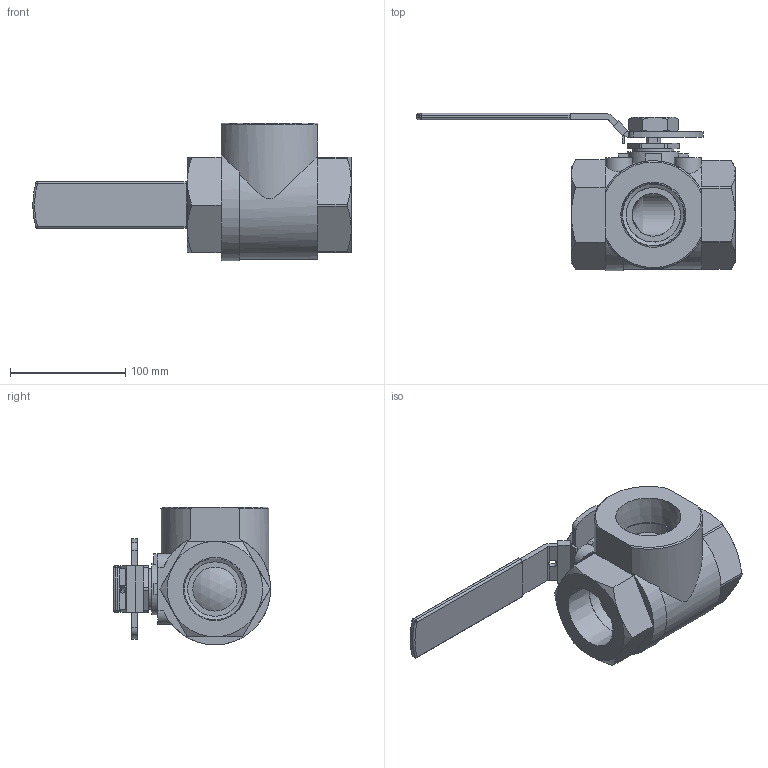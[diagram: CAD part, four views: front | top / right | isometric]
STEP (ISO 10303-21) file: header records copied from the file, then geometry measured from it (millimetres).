
FILE_DESCRIPTION(/* description */ ('Unknown'),/* implementation_level */ '2;1');
FILE_NAME(/* name */ 'DN50-Rev1',/* time_stamp */ '2021-05-07T13:11:32+08:00',/* author */ ('Unknown'),/* organization */ ('Unknown'),/* preprocessor_version */ 'ST-DEVELOPER v16.7',/* originating_system */ 'DEX',/* authorisation */ $);
FILE_SCHEMA (('AUTOMOTIVE_DESIGN {1 0 10303 214 3 1 1}'));
Length unit declared in the file: millimetre
Products named in the file (1): DN50-Rev1
Bounding box: 276 x 136.3 x 119.38 mm (x, y, z)
Volume: 903813.6 mm3; surface area: 133167.7 mm2
Topology: 1 solids, 1 shells, 265 faces, 689 edges, 440 vertices
Faces by surface type: plane 151, cylinder 60, cone 39, bspline 8, sphere 5, torus 2
Full cylindrical faces by diameter (mm): 7 x1, 8.962 x4, 20.06 x1, 23.6 x1, 35.4 x1, 37 x1, 38.2 x2, 44.84 x1, 47.2 x2, 53.336 x3
Entity records: 8640 total; most frequent: CARTESIAN_POINT 2410, ORIENTED_EDGE 1288, DIRECTION 1227, EDGE_CURVE 644, VERTEX_POINT 429, AXIS2_PLACEMENT_3D 429, LINE 369, VECTOR 369
